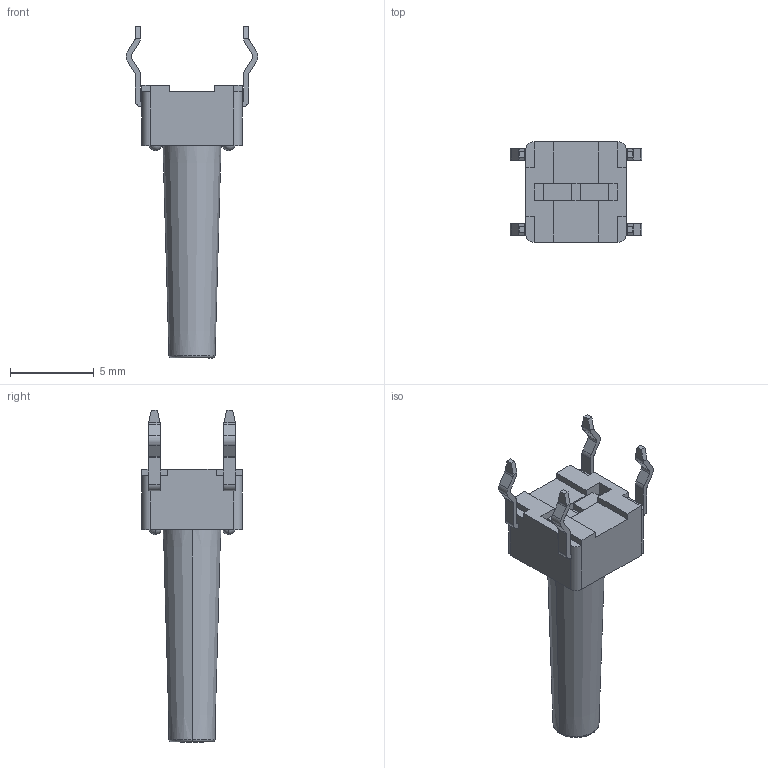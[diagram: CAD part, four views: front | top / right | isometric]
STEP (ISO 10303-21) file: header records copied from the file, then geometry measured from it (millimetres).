
FILE_DESCRIPTION (( 'STEP AP214' ), '1' );
FILE_NAME ('TL1105YF160Q.STEP', '2023-03-06T11:18:14', ( '' ), ( '' ), 'SwSTEP 2.0', 'SolidWorks 2021', '' );
FILE_SCHEMA (( 'AUTOMOTIVE_DESIGN' ));
Length unit declared in the file: inch
Products named in the file (1): TL1105YF160Q
Bounding box: 7.89 x 6 x 19.85 mm (x, y, z)
Volume: 196.2 mm3; surface area: 473.7 mm2
Topology: 1 solids, 2 shells, 253 faces, 677 edges, 438 vertices
Faces by surface type: plane 149, cylinder 82, sphere 12, cone 4, bspline 4, torus 2
Entity records: 7920 total; most frequent: CARTESIAN_POINT 1575, ORIENTED_EDGE 1318, DIRECTION 1314, EDGE_CURVE 659, LINE 448, VECTOR 448, AXIS2_PLACEMENT_3D 433, VERTEX_POINT 430
